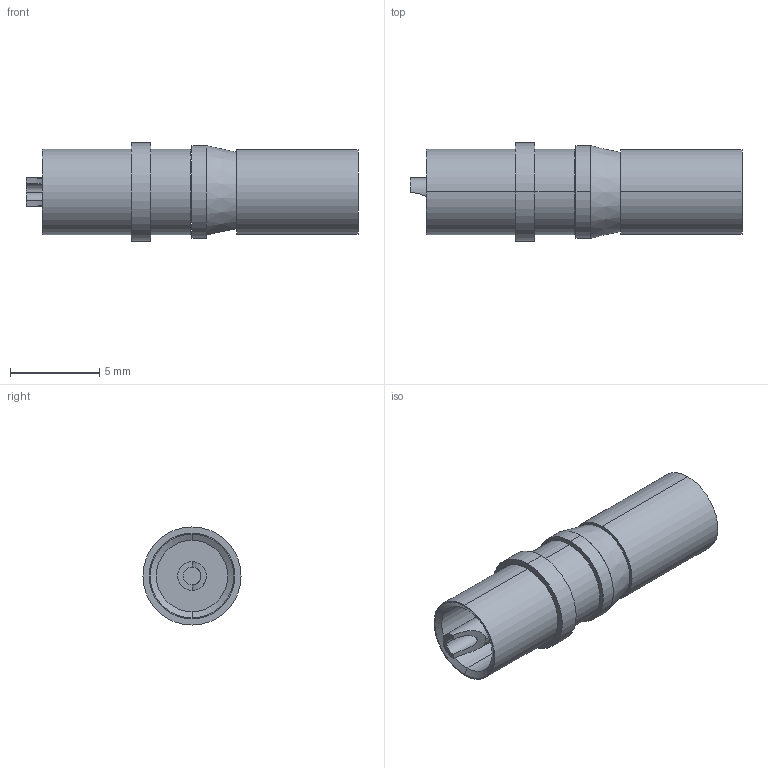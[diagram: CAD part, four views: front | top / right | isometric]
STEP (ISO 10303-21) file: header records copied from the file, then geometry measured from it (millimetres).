
FILE_DESCRIPTION((''),'2;1');
FILE_NAME('HARTING_09 03 000 6140_a.stp','2015-05-06T17:34:38',(''),(''),'Mechanical Desktop 2011','Mechanical Desktop 2011',', , ');
FILE_SCHEMA(('AUTOMOTIVE_DESIGN { 1 2 10303 214 1 1 1 1 }'));
Length unit declared in the file: millimetre
Products named in the file (1): Product
Bounding box: 18.6 x 5.5 x 5.5 mm (x, y, z)
Volume: 203.5 mm3; surface area: 631.8 mm2
Topology: 6 solids, 6 shells, 56 faces, 114 edges, 73 vertices
Faces by surface type: cylinder 27, plane 22, cone 5, sphere 2
Entity records: 1588 total; most frequent: CARTESIAN_POINT 306, DIRECTION 284, ORIENTED_EDGE 224, AXIS2_PLACEMENT_3D 119, EDGE_CURVE 112, VERTEX_POINT 73, CIRCLE 62, EDGE_LOOP 61
